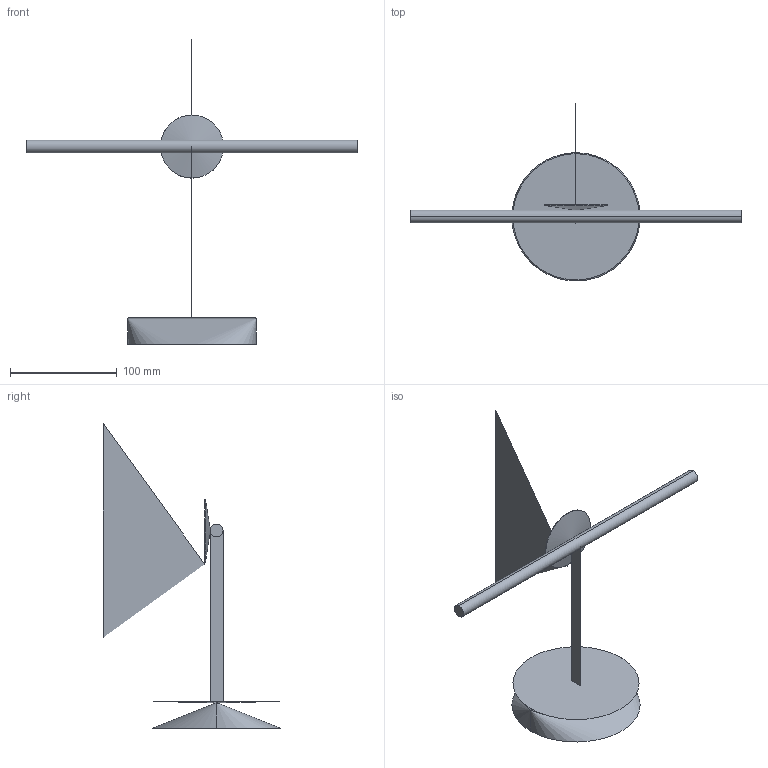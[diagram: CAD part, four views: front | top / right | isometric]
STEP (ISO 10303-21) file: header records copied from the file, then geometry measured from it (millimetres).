
FILE_DESCRIPTION(/* description */ (''),/* implementation_level */ '2;1');
FILE_NAME(/* name */ '1744.72_JUGEN',/* time_stamp */ '2023-01-16T18:50:00+01:00',/* author */ (''),/* organization */ (''),/* preprocessor_version */ 'ST-DEVELOPER v16.5',/* originating_system */ 'Rhino 7.15',/* authorisation */ '');
FILE_SCHEMA (('CONFIG_CONTROL_DESIGN'));
Length unit declared in the file: millimetre
Products named in the file (1): Document
Bounding box: 310 x 165.89 x 285 mm (x, y, z)
Volume: 325502.2 mm3; surface area: 178006.8 mm2
Topology: 3 solids, 5 shells, 18 faces, 39 edges, 24 vertices
Faces by surface type: bspline 7, cylinder 6, plane 5
Entity records: 1065 total; most frequent: CARTESIAN_POINT 750, ORIENTED_EDGE 57, EDGE_CURVE 31, VERTEX_POINT 21, DIRECTION 20, EDGE_LOOP 19, ADVANCED_FACE 18, FACE_OUTER_BOUND 18
